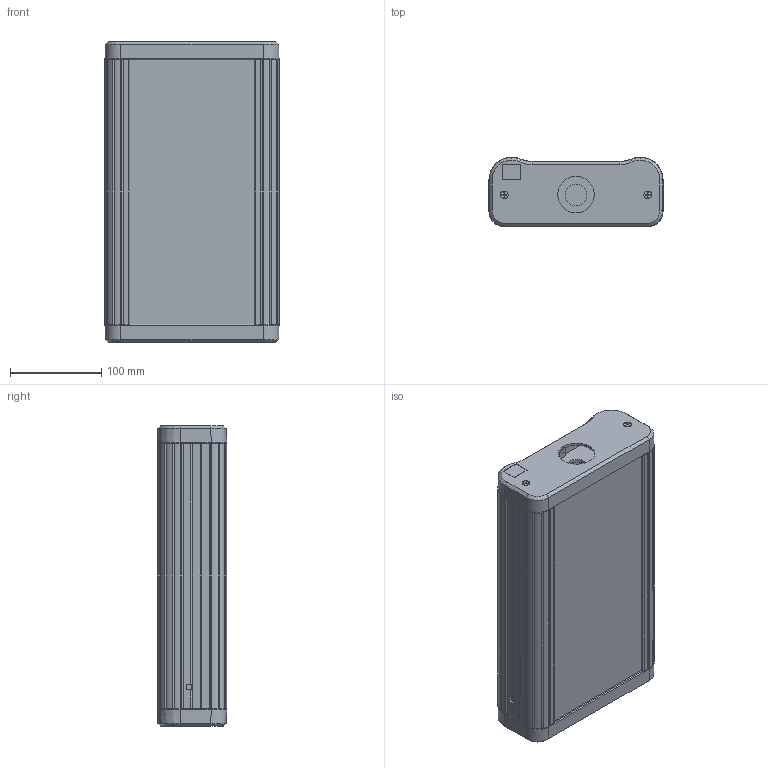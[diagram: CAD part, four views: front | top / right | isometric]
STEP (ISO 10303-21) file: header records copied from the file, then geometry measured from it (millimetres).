
FILE_DESCRIPTION (( 'STEP AP214' ), '1' );
FILE_NAME ('29121000.STEP', '2013-07-17T13:14:56', ( '' ), ( '' ), 'SwSTEP 2.0', 'SolidWorks 2011', '' );
FILE_SCHEMA (( 'AUTOMOTIVE_DESIGN' ));
Length unit declared in the file: millimetre
Products named in the file (28): 51886; 93253; 93246; 95248; 95148; 93517; 93110_EJOT Delta PT Schraube KA50x30; 82010; 82001_Einbau Alternative; 51613; 21343_Bearbeitung nach Zeichng. 29-2-000020-01-1; 51405; 86219; 86200; 21343_Default; 51039; 11505_Länge 289; 51404; 51614; 21342_Default; 51423; 51139; 11504_290 Lang; 51420; 29121000
Assembly tree (90 placements, depth 5):
  29121000
    51886
      93246  x24
      95148
      93110_EJOT Delta PT Schraube KA50x30  x8
      93517  x12
      82010  x2
      93253  x4
      82001_Einbau Alternative  x4
      51613
        86200  x6
        21343_Bearbeitung nach Zeichng. 29-2-000020-01-1
        86219  x2
      51405
        86219  x2
        86200  x6
        21343_Default
      51039
        11505_Länge 289  x2
      51404
        51614
          21342_Default
        21342_Default
      95248
    51423
      51139
        11504_290 Lang
    51420
      51139
        11504_290 Lang
Bounding box: 191 x 75.99 x 330 mm (x, y, z)
Volume: 1086967.6 mm3; surface area: 767393.5 mm2
Topology: 76 solids, 84 shells, 3462 faces, 9466 edges, 6178 vertices
Faces by surface type: plane 1726, cylinder 886, cone 746, torus 80, bspline 24
Entity records: 34912 total; most frequent: CARTESIAN_POINT 7463, ORIENTED_EDGE 5488, DIRECTION 5445, EDGE_CURVE 2746, AXIS2_PLACEMENT_3D 1863, VERTEX_POINT 1781, VECTOR 1719, LINE 1719
